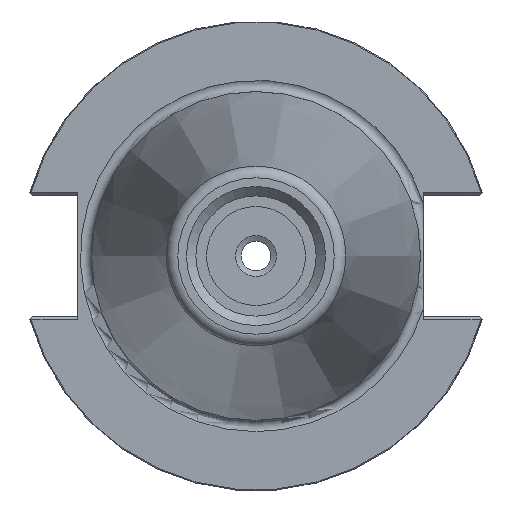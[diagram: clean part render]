
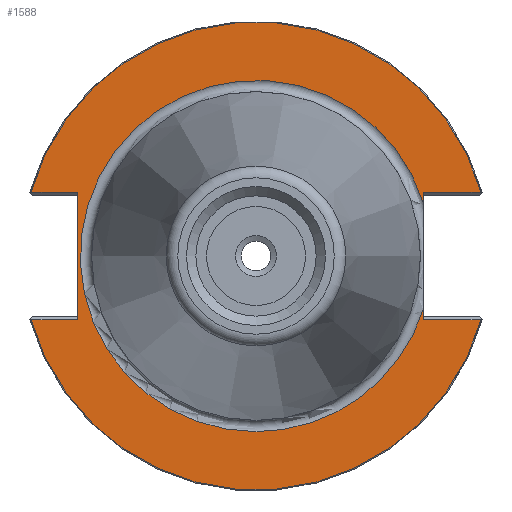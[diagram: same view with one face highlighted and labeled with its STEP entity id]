
A CAD part, left-side view. The second image highlights one B-rep face of the part: STEP entity #1588.
In plain terms, the highlighted planar face has unit normal (-1, 0, 0).
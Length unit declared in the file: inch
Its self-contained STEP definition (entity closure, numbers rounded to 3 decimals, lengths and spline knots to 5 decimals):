
#118=PLANE('',#1710);
#249=FACE_OUTER_BOUND('',#343,.T.);
#343=EDGE_LOOP('',(#1209,#1210,#1211,#1212,#1213,#1214,#1215,#1216,#1217,
#1218,#1219));
#447=LINE('',#2338,#574);
#448=LINE('',#2360,#575);
#455=LINE('',#2412,#582);
#457=LINE('',#2416,#584);
#458=LINE('',#2418,#585);
#459=LINE('',#2420,#586);
#460=LINE('',#2423,#587);
#574=VECTOR('',#1910,0.0526);
#575=VECTOR('',#1911,0.0526);
#582=VECTOR('',#1930,0.30821);
#584=VECTOR('',#1934,0.24821);
#585=VECTOR('',#1935,0.67625);
#586=VECTOR('',#1936,0.24821);
#587=VECTOR('',#1939,0.30821);
#680=CIRCLE('',#1705,1.245);
#682=CIRCLE('',#1711,1.245);
#683=CIRCLE('',#1712,0.93468);
#684=CIRCLE('',#1713,0.93468);
#750=VERTEX_POINT('',#2335);
#751=VERTEX_POINT('',#2337);
#752=VERTEX_POINT('',#2339);
#753=VERTEX_POINT('',#2359);
#757=VERTEX_POINT('',#2368);
#758=VERTEX_POINT('',#2377);
#765=VERTEX_POINT('',#2415);
#766=VERTEX_POINT('',#2417);
#767=VERTEX_POINT('',#2419);
#768=VERTEX_POINT('',#2421);
#769=VERTEX_POINT('',#2424);
#915=EDGE_CURVE('',#751,#750,#447,.T.);
#917=EDGE_CURVE('',#753,#752,#448,.T.);
#922=EDGE_CURVE('',#757,#758,#680,.T.);
#931=EDGE_CURVE('',#750,#758,#455,.T.);
#933=EDGE_CURVE('',#765,#757,#457,.T.);
#934=EDGE_CURVE('',#766,#765,#458,.T.);
#935=EDGE_CURVE('',#767,#766,#459,.T.);
#936=EDGE_CURVE('',#768,#767,#682,.T.);
#937=EDGE_CURVE('',#768,#753,#460,.T.);
#938=EDGE_CURVE('',#752,#769,#683,.T.);
#939=EDGE_CURVE('',#769,#751,#684,.T.);
#1209=ORIENTED_EDGE('',*,*,#922,.F.);
#1210=ORIENTED_EDGE('',*,*,#933,.F.);
#1211=ORIENTED_EDGE('',*,*,#934,.F.);
#1212=ORIENTED_EDGE('',*,*,#935,.F.);
#1213=ORIENTED_EDGE('',*,*,#936,.F.);
#1214=ORIENTED_EDGE('',*,*,#937,.T.);
#1215=ORIENTED_EDGE('',*,*,#917,.T.);
#1216=ORIENTED_EDGE('',*,*,#938,.T.);
#1217=ORIENTED_EDGE('',*,*,#939,.T.);
#1218=ORIENTED_EDGE('',*,*,#915,.T.);
#1219=ORIENTED_EDGE('',*,*,#931,.T.);
#1588=ADVANCED_FACE('',(#249),#118,.T.);
#1705=AXIS2_PLACEMENT_3D('',#2378,#1917,#1918);
#1710=AXIS2_PLACEMENT_3D('',#2414,#1932,#1933);
#1711=AXIS2_PLACEMENT_3D('',#2422,#1937,#1938);
#1712=AXIS2_PLACEMENT_3D('',#2425,#1940,#1941);
#1713=AXIS2_PLACEMENT_3D('',#2426,#1942,#1943);
#1910=DIRECTION('',(0.,0.,1.));
#1911=DIRECTION('',(0.,0.,1.));
#1917=DIRECTION('center_axis',(1.,0.,0.));
#1918=DIRECTION('ref_axis',(0.,0.,
1.));
#1930=DIRECTION('',(0.,-1.,0.));
#1932=DIRECTION('center_axis',(-1.,0.,0.));
#1933=DIRECTION('ref_axis',(0.,0.,1.));
#1934=DIRECTION('',(0.,1.,0.));
#1935=DIRECTION('',(0.,0.,1.));
#1936=DIRECTION('',(0.,-1.,0.));
#1937=DIRECTION('center_axis',(1.,0.,0.));
#1938=DIRECTION('ref_axis',(0.,0.,
-1.));
#1939=DIRECTION('',(0.,1.,0.));
#1940=DIRECTION('center_axis',(1.,0.,0.));
#1941=DIRECTION('ref_axis',(0.,0.,1.));
#1942=DIRECTION('center_axis',(1.,0.,0.));
#1943=DIRECTION('ref_axis',(0.,0.,1.));
#2335=CARTESIAN_POINT('',(-1.17746,-0.89001,0.33812));
#2337=CARTESIAN_POINT('',(-1.17746,-0.89001,0.28553));
#2338=CARTESIAN_POINT('',(-1.17746,-0.89001,0.));
#2339=CARTESIAN_POINT('',(-1.17746,-0.89001,-0.28553));
#2359=CARTESIAN_POINT('',(-1.17746,-0.89001,-0.33813));
#2360=CARTESIAN_POINT('',(-1.17746,-0.89001,0.));
#2368=CARTESIAN_POINT('',(-1.17746,1.19819,0.33812));
#2377=CARTESIAN_POINT('',(-1.17746,-1.19822,0.33812));
#2378=CARTESIAN_POINT('Origin',(-1.17746,-0.00001,
0.));
#2412=CARTESIAN_POINT('',(-1.17746,-0.90251,0.33812));
#2414=CARTESIAN_POINT('Origin',(-1.17746,-0.87501,0.));
#2415=CARTESIAN_POINT('',(-1.17746,0.94999,0.33812));
#2416=CARTESIAN_POINT('',(-1.17746,0.02749,0.33812));
#2417=CARTESIAN_POINT('',(-1.17746,0.94999,-0.33813));
#2418=CARTESIAN_POINT('',(-1.17746,0.94999,-0.33813));
#2419=CARTESIAN_POINT('',(-1.17746,1.19819,-0.33813));
#2420=CARTESIAN_POINT('',(-1.17746,0.27749,-0.33813));
#2421=CARTESIAN_POINT('',(-1.17746,-1.19822,-0.33813));
#2422=CARTESIAN_POINT('Origin',(-1.17746,-0.00001,
0.));
#2423=CARTESIAN_POINT('',(-1.17746,-0.90251,-0.33813));
#2424=CARTESIAN_POINT('',(-1.17746,-0.00001,-0.93468));
#2425=CARTESIAN_POINT('Origin',(-1.17746,-0.00001,
0.));
#2426=CARTESIAN_POINT('Origin',(-1.17746,-0.00001,
0.));
